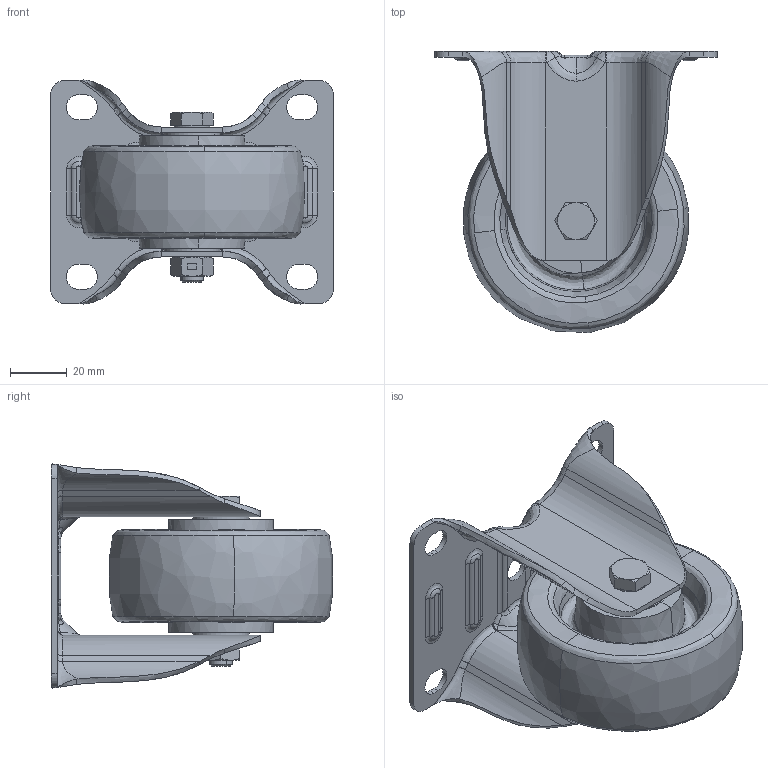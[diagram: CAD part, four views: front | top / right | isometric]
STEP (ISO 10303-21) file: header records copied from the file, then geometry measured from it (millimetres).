
FILE_DESCRIPTION (( 'STEP AP214' ), '1' );
FILE_NAME ('0055688.step', '2023-11-15T09:53:53', ( '' ), ( '' ), 'SwSTEP 2.0', 'SolidWorks 2020', '' );
FILE_SCHEMA (( 'AUTOMOTIVE_DESIGN' ));
Length unit declared in the file: millimetre
Products named in the file (1): 0055688
Bounding box: 100 x 99.48 x 79.31 mm (x, y, z)
Volume: 174442 mm3; surface area: 91432.6 mm2
Topology: 18 solids, 18 shells, 788 faces, 2002 edges, 1250 vertices
Faces by surface type: bspline 292, cylinder 176, plane 150, cone 120, torus 50
Entity records: 44247 total; most frequent: CARTESIAN_POINT 18221, ORIENTED_EDGE 3980, DIRECTION 3150, EDGE_CURVE 1990, AXIS2_PLACEMENT_3D 1303, VERTEX_POINT 1250, EDGE_LOOP 846, UNCERTAINTY_MEASURE_WITH_UNIT 808
